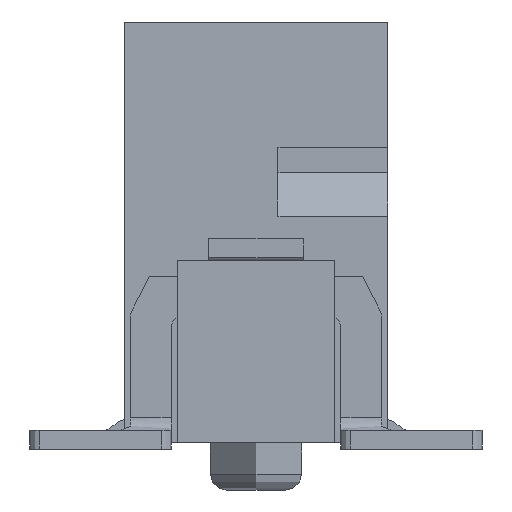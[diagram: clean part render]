
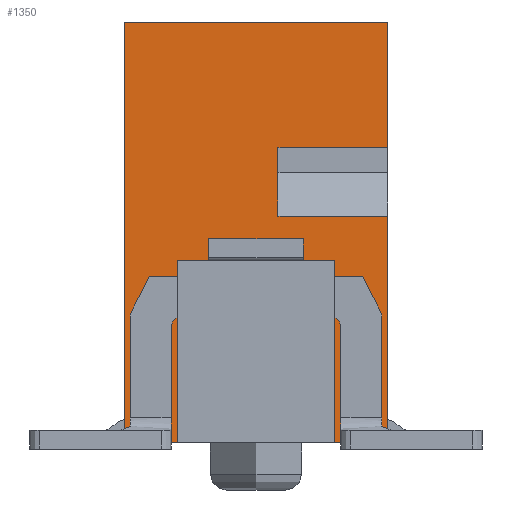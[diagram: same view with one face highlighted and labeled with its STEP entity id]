
A CAD part, left-side view. The second image highlights one B-rep face of the part: STEP entity #1350.
In plain terms, the highlighted planar face has unit normal (-1, 0, 0).
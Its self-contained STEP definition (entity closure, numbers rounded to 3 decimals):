
#69=CARTESIAN_POINT('',(-4.54,2.1,0.));
#70=VERTEX_POINT('',#69);
#77=CARTESIAN_POINT('',(-4.54,2.1,6.7));
#78=VERTEX_POINT('',#77);
#79=CARTESIAN_POINT('',(-4.54,2.1,0.));
#80=DIRECTION('',(0.,0.,1.));
#81=VECTOR('',#80,6.7);
#82=LINE('',#79,#81);
#83=EDGE_CURVE('',#70,#78,#82,.T.);
#384=CARTESIAN_POINT('',(-4.54,-2.1,6.7));
#385=VERTEX_POINT('',#384);
#386=CARTESIAN_POINT('',(-4.54,2.1,6.7));
#387=DIRECTION('',(0.,-1.,0.));
#388=VECTOR('',#387,4.2);
#389=LINE('',#386,#388);
#390=EDGE_CURVE('',#78,#385,#389,.T.);
#694=CARTESIAN_POINT('',(-4.54,-2.1,3.61));
#695=VERTEX_POINT('',#694);
#712=CARTESIAN_POINT('',(-4.54,-0.35,3.61));
#713=VERTEX_POINT('',#712);
#720=CARTESIAN_POINT('',(-4.54,-0.35,3.61));
#721=DIRECTION('',(0.,-1.,0.));
#722=VECTOR('',#721,1.75);
#723=LINE('',#720,#722);
#724=EDGE_CURVE('',#713,#695,#723,.T.);
#734=CARTESIAN_POINT('',(-4.54,-0.35,4.7));
#735=VERTEX_POINT('',#734);
#736=CARTESIAN_POINT('',(-4.54,-0.35,4.7));
#737=DIRECTION('',(0.,0.,-1.));
#738=VECTOR('',#737,1.09);
#739=LINE('',#736,#738);
#740=EDGE_CURVE('',#735,#713,#739,.T.);
#767=CARTESIAN_POINT('',(-4.54,-2.1,4.7));
#768=VERTEX_POINT('',#767);
#775=CARTESIAN_POINT('',(-4.54,-2.1,4.7));
#776=DIRECTION('',(0.,1.,0.));
#777=VECTOR('',#776,1.75);
#778=LINE('',#775,#777);
#779=EDGE_CURVE('',#768,#735,#778,.T.);
#1190=CARTESIAN_POINT('',(-4.54,0.,3.35));
#1191=DIRECTION('',(0.,-1.,0.));
#1192=DIRECTION('',(-1.,0.,0.));
#1193=AXIS2_PLACEMENT_3D('',#1190,#1192,#1191);
#1194=PLANE('',#1193);
#1195=CARTESIAN_POINT('',(-4.54,-0.7,1.));
#1196=VERTEX_POINT('',#1195);
#1197=CARTESIAN_POINT('',(-4.54,-0.75,1.));
#1198=VERTEX_POINT('',#1197);
#1199=CARTESIAN_POINT('',(-4.54,-0.7,1.));
#1200=DIRECTION('',(0.,-1.,0.));
#1201=VECTOR('',#1200,0.05);
#1202=LINE('',#1199,#1201);
#1203=EDGE_CURVE('',#1196,#1198,#1202,.T.);
#1204=ORIENTED_EDGE('',*,*,#1203,.T.);
#1205=CARTESIAN_POINT('',(-4.54,-0.75,1.75));
#1206=VERTEX_POINT('',#1205);
#1207=CARTESIAN_POINT('',(-4.54,-0.75,1.));
#1208=DIRECTION('',(0.,0.,1.));
#1209=VECTOR('',#1208,0.75);
#1210=LINE('',#1207,#1209);
#1211=EDGE_CURVE('',#1198,#1206,#1210,.T.);
#1212=ORIENTED_EDGE('',*,*,#1211,.T.);
#1213=CARTESIAN_POINT('',(-4.54,-0.9,1.9));
#1214=VERTEX_POINT('',#1213);
#1215=CARTESIAN_POINT('',(-4.54,-0.75,1.75));
#1216=DIRECTION('',(0.,-0.707,0.707));
#1217=VECTOR('',#1216,0.212);
#1218=LINE('',#1215,#1217);
#1219=EDGE_CURVE('',#1206,#1214,#1218,.T.);
#1220=ORIENTED_EDGE('',*,*,#1219,.T.);
#1221=CARTESIAN_POINT('',(-4.54,-1.1,1.9));
#1222=VERTEX_POINT('',#1221);
#1223=CARTESIAN_POINT('',(-4.54,-0.9,1.9));
#1224=DIRECTION('',(0.,-1.,0.));
#1225=VECTOR('',#1224,0.2);
#1226=LINE('',#1223,#1225);
#1227=EDGE_CURVE('',#1214,#1222,#1226,.T.);
#1228=ORIENTED_EDGE('',*,*,#1227,.T.);
#1229=CARTESIAN_POINT('',(-4.54,-1.25,1.75));
#1230=VERTEX_POINT('',#1229);
#1231=CARTESIAN_POINT('',(-4.54,-1.1,1.9));
#1232=DIRECTION('',(0.,-0.707,-0.707));
#1233=VECTOR('',#1232,0.212);
#1234=LINE('',#1231,#1233);
#1235=EDGE_CURVE('',#1222,#1230,#1234,.T.);
#1236=ORIENTED_EDGE('',*,*,#1235,.T.);
#1237=CARTESIAN_POINT('',(-4.54,-1.25,0.));
#1238=VERTEX_POINT('',#1237);
#1239=CARTESIAN_POINT('',(-4.54,-1.25,1.75));
#1240=DIRECTION('',(0.,0.,-1.));
#1241=VECTOR('',#1240,1.75);
#1242=LINE('',#1239,#1241);
#1243=EDGE_CURVE('',#1230,#1238,#1242,.T.);
#1244=ORIENTED_EDGE('',*,*,#1243,.T.);
#1245=CARTESIAN_POINT('',(-4.54,-2.1,0.));
#1246=VERTEX_POINT('',#1245);
#1247=CARTESIAN_POINT('',(-4.54,-1.25,0.));
#1248=DIRECTION('',(0.,-1.,0.));
#1249=VECTOR('',#1248,0.85);
#1250=LINE('',#1247,#1249);
#1251=EDGE_CURVE('',#1238,#1246,#1250,.T.);
#1252=ORIENTED_EDGE('',*,*,#1251,.T.);
#1253=CARTESIAN_POINT('',(-4.54,-2.1,0.));
#1254=DIRECTION('',(0.,0.,1.));
#1255=VECTOR('',#1254,3.61);
#1256=LINE('',#1253,#1255);
#1257=EDGE_CURVE('',#1246,#695,#1256,.T.);
#1258=ORIENTED_EDGE('',*,*,#1257,.T.);
#1259=ORIENTED_EDGE('',*,*,#724,.F.);
#1260=ORIENTED_EDGE('',*,*,#740,.F.);
#1261=ORIENTED_EDGE('',*,*,#779,.F.);
#1262=CARTESIAN_POINT('',(-4.54,-2.1,4.7));
#1263=DIRECTION('',(0.,0.,1.));
#1264=VECTOR('',#1263,2.);
#1265=LINE('',#1262,#1264);
#1266=EDGE_CURVE('',#768,#385,#1265,.T.);
#1267=ORIENTED_EDGE('',*,*,#1266,.T.);
#1268=ORIENTED_EDGE('',*,*,#390,.F.);
#1269=ORIENTED_EDGE('',*,*,#83,.F.);
#1270=CARTESIAN_POINT('',(-4.54,1.25,0.));
#1271=VERTEX_POINT('',#1270);
#1272=CARTESIAN_POINT('',(-4.54,2.1,0.));
#1273=DIRECTION('',(0.,-1.,0.));
#1274=VECTOR('',#1273,0.85);
#1275=LINE('',#1272,#1274);
#1276=EDGE_CURVE('',#70,#1271,#1275,.T.);
#1277=ORIENTED_EDGE('',*,*,#1276,.T.);
#1278=CARTESIAN_POINT('',(-4.54,1.25,1.75));
#1279=VERTEX_POINT('',#1278);
#1280=CARTESIAN_POINT('',(-4.54,1.25,0.));
#1281=DIRECTION('',(0.,0.,1.));
#1282=VECTOR('',#1281,1.75);
#1283=LINE('',#1280,#1282);
#1284=EDGE_CURVE('',#1271,#1279,#1283,.T.);
#1285=ORIENTED_EDGE('',*,*,#1284,.T.);
#1286=CARTESIAN_POINT('',(-4.54,1.1,1.9));
#1287=VERTEX_POINT('',#1286);
#1288=CARTESIAN_POINT('',(-4.54,1.25,1.75));
#1289=DIRECTION('',(0.,-0.707,0.707));
#1290=VECTOR('',#1289,0.212);
#1291=LINE('',#1288,#1290);
#1292=EDGE_CURVE('',#1279,#1287,#1291,.T.);
#1293=ORIENTED_EDGE('',*,*,#1292,.T.);
#1294=CARTESIAN_POINT('',(-4.54,0.9,1.9));
#1295=VERTEX_POINT('',#1294);
#1296=CARTESIAN_POINT('',(-4.54,1.1,1.9));
#1297=DIRECTION('',(0.,-1.,0.));
#1298=VECTOR('',#1297,0.2);
#1299=LINE('',#1296,#1298);
#1300=EDGE_CURVE('',#1287,#1295,#1299,.T.);
#1301=ORIENTED_EDGE('',*,*,#1300,.T.);
#1302=CARTESIAN_POINT('',(-4.54,0.75,1.75));
#1303=VERTEX_POINT('',#1302);
#1304=CARTESIAN_POINT('',(-4.54,0.9,1.9));
#1305=DIRECTION('',(0.,-0.707,-0.707));
#1306=VECTOR('',#1305,0.212);
#1307=LINE('',#1304,#1306);
#1308=EDGE_CURVE('',#1295,#1303,#1307,.T.);
#1309=ORIENTED_EDGE('',*,*,#1308,.T.);
#1310=CARTESIAN_POINT('',(-4.54,0.75,1.));
#1311=VERTEX_POINT('',#1310);
#1312=CARTESIAN_POINT('',(-4.54,0.75,1.75));
#1313=DIRECTION('',(0.,0.,-1.));
#1314=VECTOR('',#1313,0.75);
#1315=LINE('',#1312,#1314);
#1316=EDGE_CURVE('',#1303,#1311,#1315,.T.);
#1317=ORIENTED_EDGE('',*,*,#1316,.T.);
#1318=CARTESIAN_POINT('',(-4.54,0.7,1.));
#1319=VERTEX_POINT('',#1318);
#1320=CARTESIAN_POINT('',(-4.54,0.75,1.));
#1321=DIRECTION('',(0.,-1.,0.));
#1322=VECTOR('',#1321,0.05);
#1323=LINE('',#1320,#1322);
#1324=EDGE_CURVE('',#1311,#1319,#1323,.T.);
#1325=ORIENTED_EDGE('',*,*,#1324,.T.);
#1326=CARTESIAN_POINT('',(-4.54,0.7,0.1));
#1327=VERTEX_POINT('',#1326);
#1328=CARTESIAN_POINT('',(-4.54,0.7,1.));
#1329=DIRECTION('',(0.,0.,-1.));
#1330=VECTOR('',#1329,0.9);
#1331=LINE('',#1328,#1330);
#1332=EDGE_CURVE('',#1319,#1327,#1331,.T.);
#1333=ORIENTED_EDGE('',*,*,#1332,.T.);
#1334=CARTESIAN_POINT('',(-4.54,-0.7,0.1));
#1335=VERTEX_POINT('',#1334);
#1336=CARTESIAN_POINT('',(-4.54,0.7,0.1));
#1337=DIRECTION('',(0.,-1.,0.));
#1338=VECTOR('',#1337,1.4);
#1339=LINE('',#1336,#1338);
#1340=EDGE_CURVE('',#1327,#1335,#1339,.T.);
#1341=ORIENTED_EDGE('',*,*,#1340,.T.);
#1342=CARTESIAN_POINT('',(-4.54,-0.7,0.1));
#1343=DIRECTION('',(0.,0.,1.));
#1344=VECTOR('',#1343,0.9);
#1345=LINE('',#1342,#1344);
#1346=EDGE_CURVE('',#1335,#1196,#1345,.T.);
#1347=ORIENTED_EDGE('',*,*,#1346,.T.);
#1348=EDGE_LOOP('',(#1204,#1212,#1220,#1228,#1236,#1244,#1252,#1258,#1259,#1260,#1261,#1267,#1268,#1269,#1277,#1285,#1293,#1301,#1309,#1317,#1325,#1333,#1341,#1347));
#1349=FACE_OUTER_BOUND('',#1348,.T.);
#1350=ADVANCED_FACE('',(#1349),#1194,.T.);
